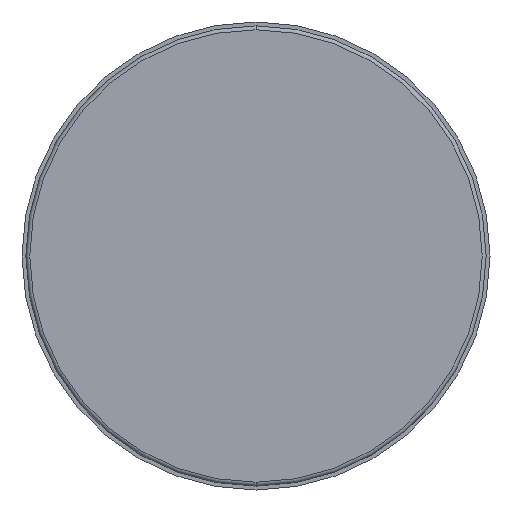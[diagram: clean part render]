
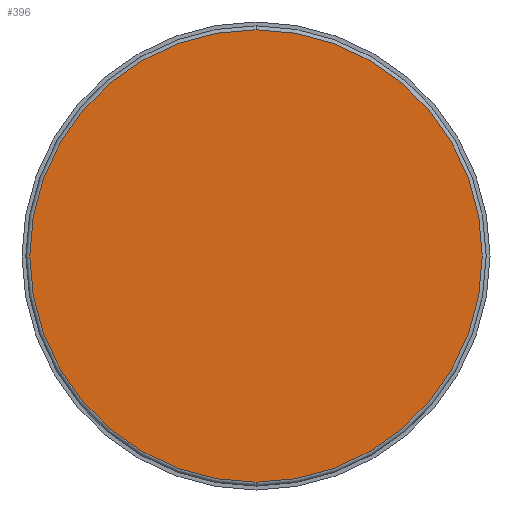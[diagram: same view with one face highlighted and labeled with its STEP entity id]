
A CAD part, front view. The second image highlights one B-rep face of the part: STEP entity #396.
In plain terms, the highlighted planar face has unit normal (0, -1, 0).
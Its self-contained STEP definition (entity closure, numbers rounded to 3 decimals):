
#51 = EDGE_CURVE ( 'NONE', #517, #290, #393, .T. ) ;
#98 = DIRECTION ( 'NONE',  ( 0., -1., 0. ) ) ;
#133 = EDGE_LOOP ( 'NONE', ( #638, #208 ) ) ;
#137 = AXIS2_PLACEMENT_3D ( 'NONE', #444, #988, #754 ) ;
#163 = AXIS2_PLACEMENT_3D ( 'NONE', #973, #98, #490 ) ;
#208 = ORIENTED_EDGE ( 'NONE', *, *, #733, .T. ) ;
#290 = VERTEX_POINT ( 'NONE', #704 ) ;
#303 = CIRCLE ( 'NONE', #335, 29. ) ;
#335 = AXIS2_PLACEMENT_3D ( 'NONE', #830, #989, #899 ) ;
#358 = PLANE ( 'NONE',  #137 ) ;
#393 = CIRCLE ( 'NONE', #163, 29. ) ;
#396 = ADVANCED_FACE ( 'NONE', ( #526 ), #358, .T. ) ;
#444 = CARTESIAN_POINT ( 'NONE',  ( 29.5, 0., 0. ) ) ;
#490 = DIRECTION ( 'NONE',  ( 0., 0., -1. ) ) ;
#517 = VERTEX_POINT ( 'NONE', #987 ) ;
#526 = FACE_OUTER_BOUND ( 'NONE', #133, .T. ) ;
#638 = ORIENTED_EDGE ( 'NONE', *, *, #51, .T. ) ;
#704 = CARTESIAN_POINT ( 'NONE',  ( 0., 0., 29. ) ) ;
#733 = EDGE_CURVE ( 'NONE', #290, #517, #303, .T. ) ;
#754 = DIRECTION ( 'NONE',  ( 0., 0., -1. ) ) ;
#830 = CARTESIAN_POINT ( 'NONE',  ( 0., 0., 0. ) ) ;
#899 = DIRECTION ( 'NONE',  ( 0., 0., -1. ) ) ;
#973 = CARTESIAN_POINT ( 'NONE',  ( 0., 0., 0. ) ) ;
#987 = CARTESIAN_POINT ( 'NONE',  ( 0., 0., -29. ) ) ;
#988 = DIRECTION ( 'NONE',  ( 0., -1., 0. ) ) ;
#989 = DIRECTION ( 'NONE',  ( 0., -1., 0. ) ) ;
